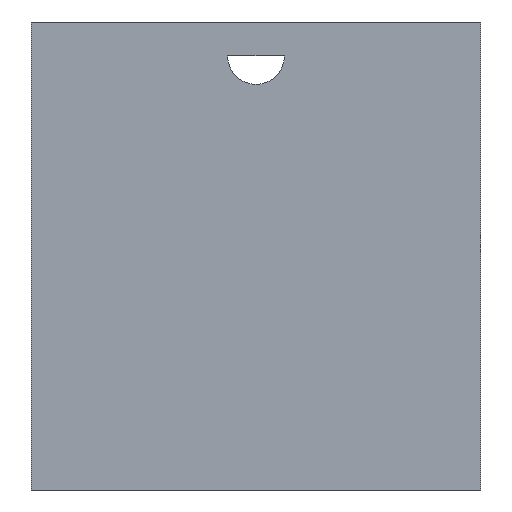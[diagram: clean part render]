
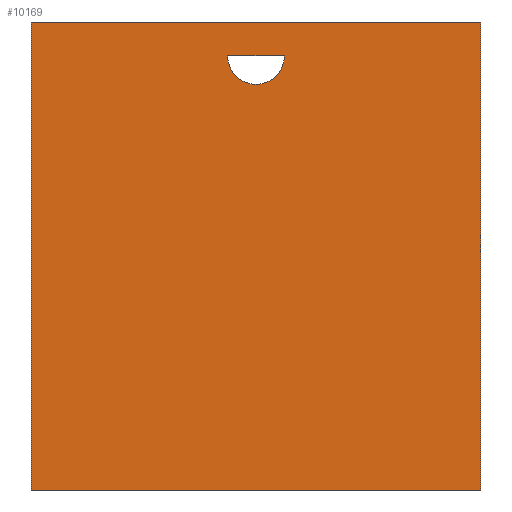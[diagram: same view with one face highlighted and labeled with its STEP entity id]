
A CAD part, front view. The second image highlights one B-rep face of the part: STEP entity #10169.
In plain terms, the highlighted planar face has unit normal (0, -1, 0).
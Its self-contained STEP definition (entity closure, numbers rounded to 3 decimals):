
#24 = EDGE_LOOP ( 'NONE', ( #12510, #1774 ) ) ;
#576 = CARTESIAN_POINT ( 'NONE',  ( 39.7, 0., -6. ) ) ;
#621 = AXIS2_PLACEMENT_3D ( 'NONE', #9591, #11650, #11781 ) ;
#648 = VECTOR ( 'NONE', #12443, 1000. ) ;
#726 = CARTESIAN_POINT ( 'NONE',  ( 79.4, 0., -82.6 ) ) ;
#1097 = EDGE_CURVE ( 'NONE', #10903, #2997, #9931, .T. ) ;
#1240 = CARTESIAN_POINT ( 'NONE',  ( 79.4, 0., 0. ) ) ;
#1658 = DIRECTION ( 'NONE',  ( -1., 0., 0. ) ) ;
#1769 = VERTEX_POINT ( 'NONE', #9309 ) ;
#1774 = ORIENTED_EDGE ( 'NONE', *, *, #1097, .T. ) ;
#2621 = CARTESIAN_POINT ( 'NONE',  ( 44.7, 0., -6. ) ) ;
#2676 = FACE_BOUND ( 'NONE', #24, .T. ) ;
#2778 = DIRECTION ( 'NONE',  ( 1., 0., 0. ) ) ;
#2997 = VERTEX_POINT ( 'NONE', #2621 ) ;
#3261 = CARTESIAN_POINT ( 'NONE',  ( 0., 0., 0. ) ) ;
#3498 = VERTEX_POINT ( 'NONE', #11495 ) ;
#3998 = CIRCLE ( 'NONE', #11870, 5. ) ;
#4262 = EDGE_CURVE ( 'NONE', #6932, #11936, #11369, .T. ) ;
#4360 = EDGE_CURVE ( 'NONE', #3498, #6932, #4704, .T. ) ;
#4704 = LINE ( 'NONE', #9769, #10106 ) ;
#4788 = VECTOR ( 'NONE', #7369, 1000. ) ;
#5066 = DIRECTION ( 'NONE',  ( 1., 0., 0. ) ) ;
#5162 = VECTOR ( 'NONE', #1658, 1000. ) ;
#5547 = DIRECTION ( 'NONE',  ( 0., 0., 1. ) ) ;
#6074 = EDGE_CURVE ( 'NONE', #11936, #1769, #11814, .T. ) ;
#6597 = ORIENTED_EDGE ( 'NONE', *, *, #6074, .F. ) ;
#6932 = VERTEX_POINT ( 'NONE', #1240 ) ;
#7035 = ORIENTED_EDGE ( 'NONE', *, *, #4360, .F. ) ;
#7116 = CARTESIAN_POINT ( 'NONE',  ( 34.7, 0., -6. ) ) ;
#7369 = DIRECTION ( 'NONE',  ( 0., 0., -1. ) ) ;
#7584 = PLANE ( 'NONE',  #621 ) ;
#7965 = EDGE_CURVE ( 'NONE', #1769, #3498, #9516, .T. ) ;
#8804 = DIRECTION ( 'NONE',  ( 0., 1., 0. ) ) ;
#8884 = CARTESIAN_POINT ( 'NONE',  ( 0., 0., -82.6 ) ) ;
#9053 = ORIENTED_EDGE ( 'NONE', *, *, #7965, .F. ) ;
#9309 = CARTESIAN_POINT ( 'NONE',  ( 0., 0., -82.6 ) ) ;
#9516 = LINE ( 'NONE', #3261, #648 ) ;
#9591 = CARTESIAN_POINT ( 'NONE',  ( 0., 0., 0. ) ) ;
#9769 = CARTESIAN_POINT ( 'NONE',  ( 0., 0., 0. ) ) ;
#9931 = LINE ( 'NONE', #10131, #11795 ) ;
#10106 = VECTOR ( 'NONE', #2778, 1000. ) ;
#10131 = CARTESIAN_POINT ( 'NONE',  ( 34.7, 0., -6. ) ) ;
#10169 = ADVANCED_FACE ( 'NONE', ( #2676, #10530 ), #7584, .T. ) ;
#10530 = FACE_OUTER_BOUND ( 'NONE', #12686, .T. ) ;
#10659 = EDGE_CURVE ( 'NONE', #2997, #10903, #3998, .T. ) ;
#10903 = VERTEX_POINT ( 'NONE', #7116 ) ;
#11369 = LINE ( 'NONE', #12430, #4788 ) ;
#11495 = CARTESIAN_POINT ( 'NONE',  ( 0., 0., 0. ) ) ;
#11650 = DIRECTION ( 'NONE',  ( 0., -1., 0. ) ) ;
#11781 = DIRECTION ( 'NONE',  ( 0., 0., -1. ) ) ;
#11795 = VECTOR ( 'NONE', #5066, 1000. ) ;
#11814 = LINE ( 'NONE', #8884, #5162 ) ;
#11870 = AXIS2_PLACEMENT_3D ( 'NONE', #576, #8804, #5547 ) ;
#11936 = VERTEX_POINT ( 'NONE', #726 ) ;
#12430 = CARTESIAN_POINT ( 'NONE',  ( 79.4, 0., 0. ) ) ;
#12443 = DIRECTION ( 'NONE',  ( 0., 0., 1. ) ) ;
#12510 = ORIENTED_EDGE ( 'NONE', *, *, #10659, .T. ) ;
#12686 = EDGE_LOOP ( 'NONE', ( #9053, #6597, #12995, #7035 ) ) ;
#12995 = ORIENTED_EDGE ( 'NONE', *, *, #4262, .F. ) ;
